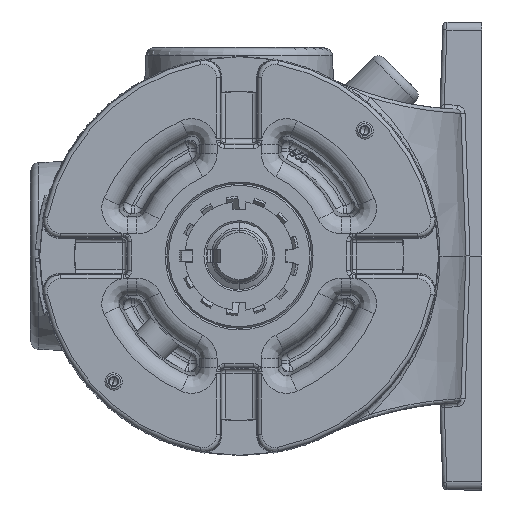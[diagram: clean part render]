
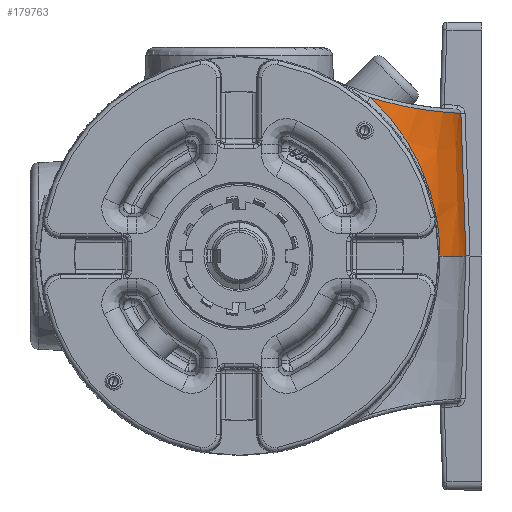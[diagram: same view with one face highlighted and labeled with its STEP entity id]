
A CAD part, left-side view. The second image highlights one B-rep face of the part: STEP entity #179763.
In plain terms, the highlighted conical face has half-angle 2 degrees and reference radius 50.8 mm.
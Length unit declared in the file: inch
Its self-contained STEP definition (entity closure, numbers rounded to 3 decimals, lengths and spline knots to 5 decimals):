
#2525 = B_SPLINE_CURVE_WITH_KNOTS ( 'NONE', 3,
 ( #150324, #118067, #102022, #54498, #166405, #70550, #182467, #86613, #198533, #102724, #6905, #118752, #23041, #134916, #39073, #151037, #55181, #167110, #71248, #183168, #87299, #199234, #103433, #7593 ),
 .UNSPECIFIED., .F., .F.,
 ( 4, 2, 2, 2, 2, 2, 2, 2, 2, 2, 2, 4 ),
 ( 0., 0.00845, 0.0169, 0.02535, 0.02958, 0.0338, 0.04225, 0.05071, 0.05282, 0.05493, 0.05916, 0.06761 ),
 .UNSPECIFIED. ) ;
#5851 = LINE ( 'NONE', #91928, #133524 ) ;
#6905 = CARTESIAN_POINT ( 'NONE',  ( -6.70842, -2.60577, 1.31543 ) ) ;
#7593 = CARTESIAN_POINT ( 'NONE',  ( -6.4374, -2.89667, 0. ) ) ;
#7805 = EDGE_CURVE ( 'NONE', #124697, #104126, #2525, .T. ) ;
#8433 = CARTESIAN_POINT ( 'NONE',  ( -6.4403, -2.80485, 2.09134 ) ) ;
#9120 = CARTESIAN_POINT ( 'NONE',  ( -7.04645, -2.07201, 2.23198 ) ) ;
#10418 = ORIENTED_EDGE ( 'NONE', *, *, #183077, .F. ) ;
#21778 = CARTESIAN_POINT ( 'NONE',  ( -5.25, -3.19833, 2.05815 ) ) ;
#23041 = CARTESIAN_POINT ( 'NONE',  ( -6.61617, -2.70718, 1.07416 ) ) ;
#23863 = CARTESIAN_POINT ( 'NONE',  ( -5.65574, -3.15935, 2.06012 ) ) ;
#24565 = CARTESIAN_POINT ( 'NONE',  ( -6.50117, -2.75772, 2.09727 ) ) ;
#25260 = CARTESIAN_POINT ( 'NONE',  ( -7.11975, -1.88974, 2.28482 ) ) ;
#37269 = ORIENTED_EDGE ( 'NONE', *, *, #100412, .T. ) ;
#39073 = CARTESIAN_POINT ( 'NONE',  ( -6.52083, -2.80149, 0.76915 ) ) ;
#39880 = CARTESIAN_POINT ( 'NONE',  ( -5.87719, -3.09753, 2.06388 ) ) ;
#40587 = CARTESIAN_POINT ( 'NONE',  ( -6.59827, -2.6748, 2.10866 ) ) ;
#45956 = DIRECTION ( 'NONE',  ( 0., 0., -1. ) ) ;
#46403 = CIRCLE ( 'NONE', #69189, 2.07403 ) ;
#54498 = CARTESIAN_POINT ( 'NONE',  ( -6.99413, -2.18809, 1.97846 ) ) ;
#55181 = CARTESIAN_POINT ( 'NONE',  ( -6.48478, -2.8361, 0.60793 ) ) ;
#55899 = CONICAL_SURFACE ( 'NONE', #96746, 2., 0.035 ) ;
#55995 = CARTESIAN_POINT ( 'NONE',  ( -5.95003, -3.07187, 2.06564 ) ) ;
#56709 = CARTESIAN_POINT ( 'NONE',  ( -6.77439, -2.49383, 2.13782 ) ) ;
#60869 = CARTESIAN_POINT ( 'NONE',  ( -5.25, -1.19617, 0. ) ) ;
#60921 = FACE_OUTER_BOUND ( 'NONE', #175084, .T. ) ;
#62706 = DIRECTION ( 'NONE',  ( 1., 0., 0. ) ) ;
#69189 = AXIS2_PLACEMENT_3D ( 'NONE', #60869, #172814, #76938 ) ;
#70550 = CARTESIAN_POINT ( 'NONE',  ( -6.88342, -2.37608, 1.72693 ) ) ;
#71248 = CARTESIAN_POINT ( 'NONE',  ( -6.46928, -2.85119, 0.52646 ) ) ;
#72058 = CARTESIAN_POINT ( 'NONE',  ( -6.04515, -3.03399, 2.06844 ) ) ;
#72744 = CARTESIAN_POINT ( 'NONE',  ( -6.89472, -2.33216, 2.1702 ) ) ;
#76938 = DIRECTION ( 'NONE',  ( 1., 0., 0. ) ) ;
#86613 = CARTESIAN_POINT ( 'NONE',  ( -6.78582, -2.51112, 1.50222 ) ) ;
#87299 = CARTESIAN_POINT ( 'NONE',  ( -6.44881, -2.87195, 0.38979 ) ) ;
#88121 = CARTESIAN_POINT ( 'NONE',  ( -6.2282, -2.94535, 2.07596 ) ) ;
#88815 = CARTESIAN_POINT ( 'NONE',  ( -6.94917, -2.24679, 2.1893 ) ) ;
#91522 = CARTESIAN_POINT ( 'NONE',  ( -5.25, -3.27021, 0. ) ) ;
#91928 = CARTESIAN_POINT ( 'NONE',  ( -5.25, -3.19617, 2.12 ) ) ;
#96746 = AXIS2_PLACEMENT_3D ( 'NONE', #109604, #45956, #62706 ) ;
#100412 = EDGE_CURVE ( 'NONE', #103982, #124697, #153339, .T. ) ;
#102022 = CARTESIAN_POINT ( 'NONE',  ( -7.06117, -2.04677, 2.13616 ) ) ;
#102724 = CARTESIAN_POINT ( 'NONE',  ( -6.72756, -2.58335, 1.36265 ) ) ;
#103433 = CARTESIAN_POINT ( 'NONE',  ( -6.43099, -2.89634, 0.11284 ) ) ;
#103982 = VERTEX_POINT ( 'NONE', #180662 ) ;
#104126 = VERTEX_POINT ( 'NONE', #107132 ) ;
#104246 = CARTESIAN_POINT ( 'NONE',  ( -6.4197, -2.81997, 2.08952 ) ) ;
#104928 = CARTESIAN_POINT ( 'NONE',  ( -6.9871, -2.18171, 2.20474 ) ) ;
#107132 = CARTESIAN_POINT ( 'NONE',  ( -6.4374, -2.89667, 0. ) ) ;
#109604 = CARTESIAN_POINT ( 'NONE',  ( -5.25, -1.19617, 2.12 ) ) ;
#118067 = CARTESIAN_POINT ( 'NONE',  ( -7.09227, -1.97114, 2.21204 ) ) ;
#118752 = CARTESIAN_POINT ( 'NONE',  ( -6.65218, -2.66947, 1.17204 ) ) ;
#118832 = ORIENTED_EDGE ( 'NONE', *, *, #140030, .T. ) ;
#119572 = CARTESIAN_POINT ( 'NONE',  ( -5.45484, -3.19041, 2.05851 ) ) ;
#120287 = CARTESIAN_POINT ( 'NONE',  ( -6.48102, -2.77374, 2.09521 ) ) ;
#120985 = CARTESIAN_POINT ( 'NONE',  ( -7.08661, -1.98191, 2.25672 ) ) ;
#124697 = VERTEX_POINT ( 'NONE', #180441 ) ;
#133524 = VECTOR ( 'NONE', #204520, 39.37008 ) ;
#134916 = CARTESIAN_POINT ( 'NONE',  ( -6.55051, -2.77318, 0.87271 ) ) ;
#135768 = CARTESIAN_POINT ( 'NONE',  ( -5.7549, -3.13623, 2.06137 ) ) ;
#136469 = CARTESIAN_POINT ( 'NONE',  ( -6.56035, -2.70874, 2.10382 ) ) ;
#140030 = EDGE_CURVE ( 'NONE', #200332, #103982, #5851, .T. ) ;
#150324 = CARTESIAN_POINT ( 'NONE',  ( -7.11975, -1.88974, 2.28482 ) ) ;
#151037 = CARTESIAN_POINT ( 'NONE',  ( -6.49051, -2.83059, 0.63503 ) ) ;
#151858 = CARTESIAN_POINT ( 'NONE',  ( -5.90161, -3.08928, 2.06443 ) ) ;
#152527 = CARTESIAN_POINT ( 'NONE',  ( -6.70752, -2.56921, 2.12485 ) ) ;
#153339 = B_SPLINE_CURVE_WITH_KNOTS ( 'NONE', 3,
 ( #21778, #199355, #119572, #23863, #135768, #39880, #151858, #55995, #167930, #72058, #183977, #88121, #200047, #104246, #8433, #120287, #24565, #136469, #40587, #152527, #56709, #168633, #72744, #184669, #88815, #200746, #104928, #9120, #120985, #25260 ),
 .UNSPECIFIED., .F., .F.,
 ( 4, 2, 2, 2, 2, 2, 2, 2, 2, 2, 2, 2, 2, 2, 4 ),
 ( 0., 0.00774, 0.01549, 0.01743, 0.01936, 0.02323, 0.03098, 0.03292, 0.03485, 0.03872, 0.04647, 0.05034, 0.05228, 0.05421, 0.06196 ),
 .UNSPECIFIED. ) ;
#166405 = CARTESIAN_POINT ( 'NONE',  ( -6.95818, -2.25377, 1.89664 ) ) ;
#167110 = CARTESIAN_POINT ( 'NONE',  ( -6.47417, -2.8464, 0.55366 ) ) ;
#167930 = CARTESIAN_POINT ( 'NONE',  ( -5.97399, -3.06272, 2.0663 ) ) ;
#168633 = CARTESIAN_POINT ( 'NONE',  ( -6.86576, -2.37349, 2.16157 ) ) ;
#172814 = DIRECTION ( 'NONE',  ( 0., 0., -1. ) ) ;
#175084 = EDGE_LOOP ( 'NONE', ( #37269, #201608, #10418, #118832 ) ) ;
#179763 = ADVANCED_FACE ( 'NONE', ( #60921 ), #55899, .T. ) ;
#180441 = CARTESIAN_POINT ( 'NONE',  ( -7.11975, -1.88974, 2.28482 ) ) ;
#180662 = CARTESIAN_POINT ( 'NONE',  ( -5.25, -3.19833, 2.05815 ) ) ;
#182467 = CARTESIAN_POINT ( 'NONE',  ( -6.8446, -2.43269, 1.63905 ) ) ;
#183077 = EDGE_CURVE ( 'NONE', #200332, #104126, #46403, .T. ) ;
#183168 = CARTESIAN_POINT ( 'NONE',  ( -6.45594, -2.8645, 0.44463 ) ) ;
#183977 = CARTESIAN_POINT ( 'NONE',  ( -6.09163, -3.0131, 2.0701 ) ) ;
#184669 = CARTESIAN_POINT ( 'NONE',  ( -6.93587, -2.26832, 2.18438 ) ) ;
#198533 = CARTESIAN_POINT ( 'NONE',  ( -6.76624, -2.53603, 1.45603 ) ) ;
#199234 = CARTESIAN_POINT ( 'NONE',  ( -6.43335, -2.89001, 0.22435 ) ) ;
#199355 = CARTESIAN_POINT ( 'NONE',  ( -5.35309, -3.19833, 2.05815 ) ) ;
#200047 = CARTESIAN_POINT ( 'NONE',  ( -6.31546, -2.89342, 2.08101 ) ) ;
#200332 = VERTEX_POINT ( 'NONE', #91522 ) ;
#200746 = CARTESIAN_POINT ( 'NONE',  ( -6.97477, -2.20351, 2.19947 ) ) ;
#201608 = ORIENTED_EDGE ( 'NONE', *, *, #7805, .T. ) ;
#204520 = DIRECTION ( 'NONE',  ( 0., 0.035, 0.999 ) ) ;
